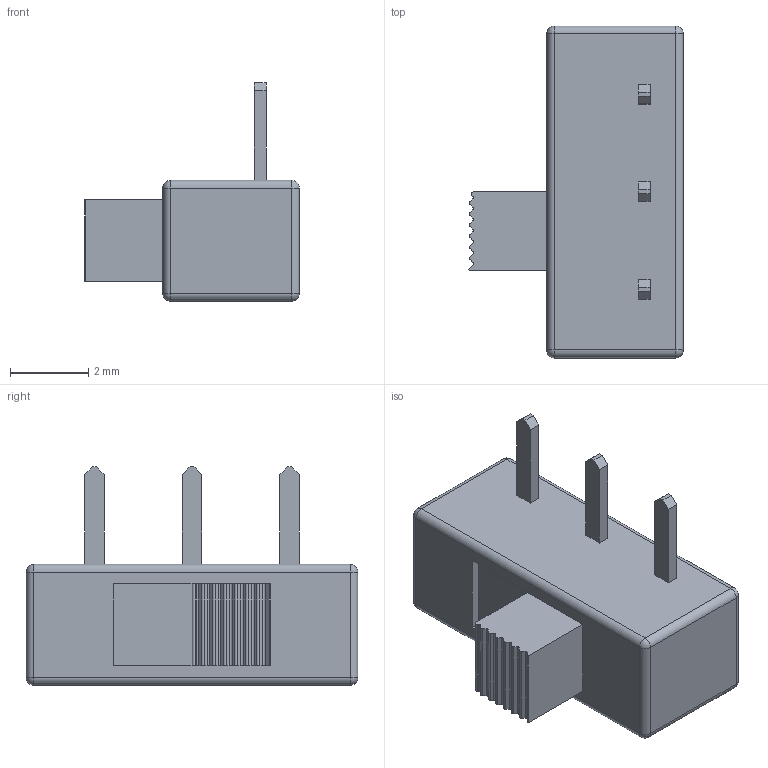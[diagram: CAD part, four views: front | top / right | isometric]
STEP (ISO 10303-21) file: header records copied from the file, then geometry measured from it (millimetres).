
FILE_DESCRIPTION(/* description */ (''),/* implementation_level */ '2;1');
FILE_NAME(/* name */ 'switch_v2.stp',/* time_stamp */ '2020-05-15T13:28:30+07:00',/* author */ ('Phuc Bin'),/* organization */ (''),/* preprocessor_version */ 'ST-DEVELOPER v16.13',/* originating_system */ 'Autodesk Inventor 2018',/* authorisation */ '');
FILE_SCHEMA (('AUTOMOTIVE_DESIGN { 1 0 10303 214 3 1 1 }'));
Length unit declared in the file: millimetre
Products named in the file (1): Part1
Bounding box: 5.5 x 8.5 x 5.6 mm (x, y, z)
Volume: 100.1 mm3; surface area: 158.8 mm2
Topology: 1 solids, 1 shells, 85 faces, 211 edges, 132 vertices
Faces by surface type: plane 50, cylinder 27, sphere 8
Entity records: 2599 total; most frequent: DIRECTION 437, CARTESIAN_POINT 429, ORIENTED_EDGE 422, EDGE_CURVE 211, LINE 157, VECTOR 157, AXIS2_PLACEMENT_3D 140, VERTEX_POINT 132
